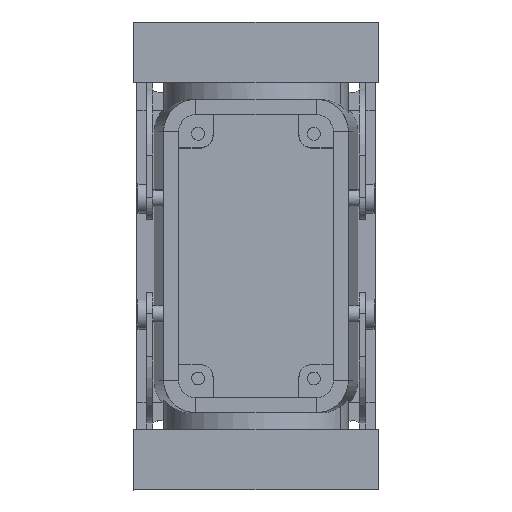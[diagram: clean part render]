
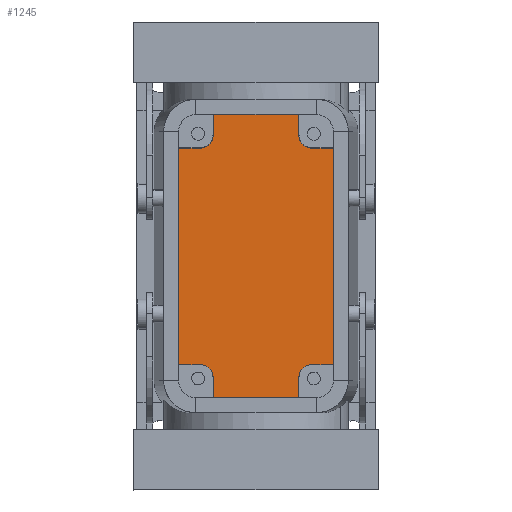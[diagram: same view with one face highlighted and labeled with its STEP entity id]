
A CAD part, top view. The second image highlights one B-rep face of the part: STEP entity #1245.
In plain terms, the highlighted planar face has unit normal (0, 0, 1).
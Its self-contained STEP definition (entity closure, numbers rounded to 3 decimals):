
#452=AXIS2_PLACEMENT_3D('Circle Axis2P3D',#450,#451,$) ;
#601=AXIS2_PLACEMENT_3D('Circle Axis2P3D',#599,#600,$) ;
#1132=AXIS2_PLACEMENT_3D('Plane Axis2P3D',#1129,#1130,#1131) ;
#398=CARTESIAN_POINT('Vertex',(18.5,87.5,5.5)) ;
#401=CARTESIAN_POINT('Line Origine',(28.5,87.5,5.5)) ;
#405=CARTESIAN_POINT('Vertex',(38.5,87.5,5.5)) ;
#426=CARTESIAN_POINT('Line Origine',(38.5,85.125,5.5)) ;
#430=CARTESIAN_POINT('Vertex',(38.5,82.75,5.5)) ;
#450=CARTESIAN_POINT('Axis2P3D Location',(41.5,82.75,5.5)) ;
#454=CARTESIAN_POINT('Vertex',(41.5,79.75,5.5)) ;
#596=CARTESIAN_POINT('Vertex',(15.5,79.75,5.5)) ;
#599=CARTESIAN_POINT('Axis2P3D Location',(15.5,82.75,5.5)) ;
#603=CARTESIAN_POINT('Vertex',(18.5,82.75,5.5)) ;
#620=CARTESIAN_POINT('Line Origine',(18.5,85.125,5.5)) ;
#1129=CARTESIAN_POINT('Axis2P3D Location',(28.5,54.5,5.5)) ;
#1134=CARTESIAN_POINT('Line Origine',(13.,79.75,5.5)) ;
#1138=CARTESIAN_POINT('Vertex',(10.5,79.75,5.5)) ;
#1141=CARTESIAN_POINT('Line Origine',(10.5,54.5,5.5)) ;
#1145=CARTESIAN_POINT('Vertex',(10.5,29.25,5.5)) ;
#1148=CARTESIAN_POINT('Line Origine',(13.,29.25,5.5)) ;
#1152=CARTESIAN_POINT('Vertex',(15.5,29.25,5.5)) ;
#1156=CARTESIAN_POINT('Control Point',(15.5,29.25,5.5)) ;
#1157=CARTESIAN_POINT('Control Point',(15.839,29.25,5.5)) ;
#1158=CARTESIAN_POINT('Control Point',(16.179,29.202,5.5)) ;
#1159=CARTESIAN_POINT('Control Point',(16.509,29.106,5.5)) ;
#1160=CARTESIAN_POINT('Control Point',(17.134,28.823,5.5)) ;
#1161=CARTESIAN_POINT('Control Point',(17.655,28.378,5.5)) ;
#1162=CARTESIAN_POINT('Control Point',(17.883,28.12,5.5)) ;
#1163=CARTESIAN_POINT('Control Point',(18.217,27.611,5.5)) ;
#1164=CARTESIAN_POINT('Control Point',(18.413,27.037,5.5)) ;
#1165=CARTESIAN_POINT('Control Point',(18.471,26.777,5.5)) ;
#1166=CARTESIAN_POINT('Control Point',(18.5,26.514,5.5)) ;
#1167=CARTESIAN_POINT('Control Point',(18.5,26.25,5.5)) ;
#1168=CARTESIAN_POINT('Vertex',(18.5,26.25,5.5)) ;
#1171=CARTESIAN_POINT('Line Origine',(18.5,23.875,5.5)) ;
#1175=CARTESIAN_POINT('Vertex',(18.5,21.5,5.5)) ;
#1178=CARTESIAN_POINT('Line Origine',(28.5,21.5,5.5)) ;
#1182=CARTESIAN_POINT('Vertex',(38.5,21.5,5.5)) ;
#1185=CARTESIAN_POINT('Line Origine',(38.5,23.875,5.5)) ;
#1189=CARTESIAN_POINT('Vertex',(38.5,26.25,5.5)) ;
#1193=CARTESIAN_POINT('Control Point',(38.5,26.25,5.5)) ;
#1194=CARTESIAN_POINT('Control Point',(38.5,26.589,5.5)) ;
#1195=CARTESIAN_POINT('Control Point',(38.548,26.929,5.5)) ;
#1196=CARTESIAN_POINT('Control Point',(38.644,27.259,5.5)) ;
#1197=CARTESIAN_POINT('Control Point',(38.927,27.884,5.5)) ;
#1198=CARTESIAN_POINT('Control Point',(39.372,28.405,5.5)) ;
#1199=CARTESIAN_POINT('Control Point',(39.63,28.633,5.5)) ;
#1200=CARTESIAN_POINT('Control Point',(40.139,28.967,5.5)) ;
#1201=CARTESIAN_POINT('Control Point',(40.713,29.163,5.5)) ;
#1202=CARTESIAN_POINT('Control Point',(40.973,29.221,5.5)) ;
#1203=CARTESIAN_POINT('Control Point',(41.236,29.25,5.5)) ;
#1204=CARTESIAN_POINT('Control Point',(41.5,29.25,5.5)) ;
#1205=CARTESIAN_POINT('Vertex',(41.5,29.25,5.5)) ;
#1208=CARTESIAN_POINT('Line Origine',(44.,29.25,5.5)) ;
#1212=CARTESIAN_POINT('Vertex',(46.5,29.25,5.5)) ;
#1215=CARTESIAN_POINT('Line Origine',(46.5,54.5,5.5)) ;
#1219=CARTESIAN_POINT('Vertex',(46.5,79.75,5.5)) ;
#1222=CARTESIAN_POINT('Line Origine',(44.,79.75,5.5)) ;
#402=DIRECTION('Vector Direction',(-1.,0.,0.)) ;
#427=DIRECTION('Vector Direction',(0.,1.,0.)) ;
#451=DIRECTION('Axis2P3D Direction',(0.,0.,-1.)) ;
#600=DIRECTION('Axis2P3D Direction',(-0.,0.,-1.)) ;
#621=DIRECTION('Vector Direction',(0.,1.,0.)) ;
#1130=DIRECTION('Axis2P3D Direction',(0.,-0.,1.)) ;
#1131=DIRECTION('Axis2P3D XDirection',(0.,1.,0.)) ;
#1135=DIRECTION('Vector Direction',(1.,0.,0.)) ;
#1142=DIRECTION('Vector Direction',(0.,1.,0.)) ;
#1149=DIRECTION('Vector Direction',(1.,0.,0.)) ;
#1172=DIRECTION('Vector Direction',(0.,-1.,0.)) ;
#1179=DIRECTION('Vector Direction',(1.,0.,0.)) ;
#1186=DIRECTION('Vector Direction',(0.,-1.,0.)) ;
#1209=DIRECTION('Vector Direction',(-1.,0.,0.)) ;
#1216=DIRECTION('Vector Direction',(0.,-1.,0.)) ;
#1223=DIRECTION('Vector Direction',(-1.,0.,0.)) ;
#403=VECTOR('Line Direction',#402,1.) ;
#428=VECTOR('Line Direction',#427,1.) ;
#622=VECTOR('Line Direction',#621,1.) ;
#1136=VECTOR('Line Direction',#1135,1.) ;
#1143=VECTOR('Line Direction',#1142,1.) ;
#1150=VECTOR('Line Direction',#1149,1.) ;
#1173=VECTOR('Line Direction',#1172,1.) ;
#1180=VECTOR('Line Direction',#1179,1.) ;
#1187=VECTOR('Line Direction',#1186,1.) ;
#1210=VECTOR('Line Direction',#1209,1.) ;
#1217=VECTOR('Line Direction',#1216,1.) ;
#1224=VECTOR('Line Direction',#1223,1.) ;
#1228=ORIENTED_EDGE('',*,*,#456,.F.) ;
#1229=ORIENTED_EDGE('',*,*,#432,.T.) ;
#1230=ORIENTED_EDGE('',*,*,#407,.T.) ;
#1231=ORIENTED_EDGE('',*,*,#624,.F.) ;
#1232=ORIENTED_EDGE('',*,*,#605,.F.) ;
#1233=ORIENTED_EDGE('',*,*,#1140,.F.) ;
#1234=ORIENTED_EDGE('',*,*,#1147,.T.) ;
#1235=ORIENTED_EDGE('',*,*,#1154,.T.) ;
#1236=ORIENTED_EDGE('',*,*,#1170,.F.) ;
#1237=ORIENTED_EDGE('',*,*,#1177,.T.) ;
#1238=ORIENTED_EDGE('',*,*,#1184,.T.) ;
#1239=ORIENTED_EDGE('',*,*,#1191,.F.) ;
#1240=ORIENTED_EDGE('',*,*,#1207,.F.) ;
#1241=ORIENTED_EDGE('',*,*,#1214,.F.) ;
#1242=ORIENTED_EDGE('',*,*,#1221,.T.) ;
#1243=ORIENTED_EDGE('',*,*,#1226,.T.) ;
#1245=ADVANCED_FACE('Housing',(#1244),#1133,.T.) ;
#1155=B_SPLINE_CURVE_WITH_KNOTS('',5,(#1156,#1157,#1158,#1159,#1160,#1161,#1162,#1163,#1164,#1165,#1166,#1167),.UNSPECIFIED.,.F.,.U.,(6,3,3,6),(0.,2.4,4.8,6.664),.UNSPECIFIED.) ;
#1192=B_SPLINE_CURVE_WITH_KNOTS('',5,(#1193,#1194,#1195,#1196,#1197,#1198,#1199,#1200,#1201,#1202,#1203,#1204),.UNSPECIFIED.,.F.,.U.,(6,3,3,6),(0.,2.4,4.8,6.664),.UNSPECIFIED.) ;
#453=CIRCLE('generated circle',#452,3.) ;
#602=CIRCLE('generated circle',#601,3.) ;
#407=EDGE_CURVE('',#406,#399,#404,.T.) ;
#432=EDGE_CURVE('',#431,#406,#429,.T.) ;
#456=EDGE_CURVE('',#431,#455,#453,.F.) ;
#605=EDGE_CURVE('',#597,#604,#602,.F.) ;
#624=EDGE_CURVE('',#604,#399,#623,.T.) ;
#1140=EDGE_CURVE('',#1139,#597,#1137,.T.) ;
#1147=EDGE_CURVE('',#1139,#1146,#1144,.F.) ;
#1154=EDGE_CURVE('',#1146,#1153,#1151,.T.) ;
#1170=EDGE_CURVE('',#1169,#1153,#1155,.F.) ;
#1177=EDGE_CURVE('',#1169,#1176,#1174,.T.) ;
#1184=EDGE_CURVE('',#1176,#1183,#1181,.T.) ;
#1191=EDGE_CURVE('',#1190,#1183,#1188,.T.) ;
#1207=EDGE_CURVE('',#1206,#1190,#1192,.F.) ;
#1214=EDGE_CURVE('',#1213,#1206,#1211,.T.) ;
#1221=EDGE_CURVE('',#1213,#1220,#1218,.F.) ;
#1226=EDGE_CURVE('',#1220,#455,#1225,.T.) ;
#1227=EDGE_LOOP('',(#1228,#1229,#1230,#1231,#1232,#1233,#1234,#1235,#1236,#1237,#1238,#1239,#1240,#1241,#1242,#1243)) ;
#1244=FACE_OUTER_BOUND('',#1227,.T.) ;
#404=LINE('Line',#401,#403) ;
#429=LINE('Line',#426,#428) ;
#623=LINE('Line',#620,#622) ;
#1137=LINE('Line',#1134,#1136) ;
#1144=LINE('Line',#1141,#1143) ;
#1151=LINE('Line',#1148,#1150) ;
#1174=LINE('Line',#1171,#1173) ;
#1181=LINE('Line',#1178,#1180) ;
#1188=LINE('Line',#1185,#1187) ;
#1211=LINE('Line',#1208,#1210) ;
#1218=LINE('Line',#1215,#1217) ;
#1225=LINE('Line',#1222,#1224) ;
#1133=PLANE('',#1132) ;
#399=VERTEX_POINT('',#398) ;
#406=VERTEX_POINT('',#405) ;
#431=VERTEX_POINT('',#430) ;
#455=VERTEX_POINT('',#454) ;
#597=VERTEX_POINT('',#596) ;
#604=VERTEX_POINT('',#603) ;
#1139=VERTEX_POINT('',#1138) ;
#1146=VERTEX_POINT('',#1145) ;
#1153=VERTEX_POINT('',#1152) ;
#1169=VERTEX_POINT('',#1168) ;
#1176=VERTEX_POINT('',#1175) ;
#1183=VERTEX_POINT('',#1182) ;
#1190=VERTEX_POINT('',#1189) ;
#1206=VERTEX_POINT('',#1205) ;
#1213=VERTEX_POINT('',#1212) ;
#1220=VERTEX_POINT('',#1219) ;
